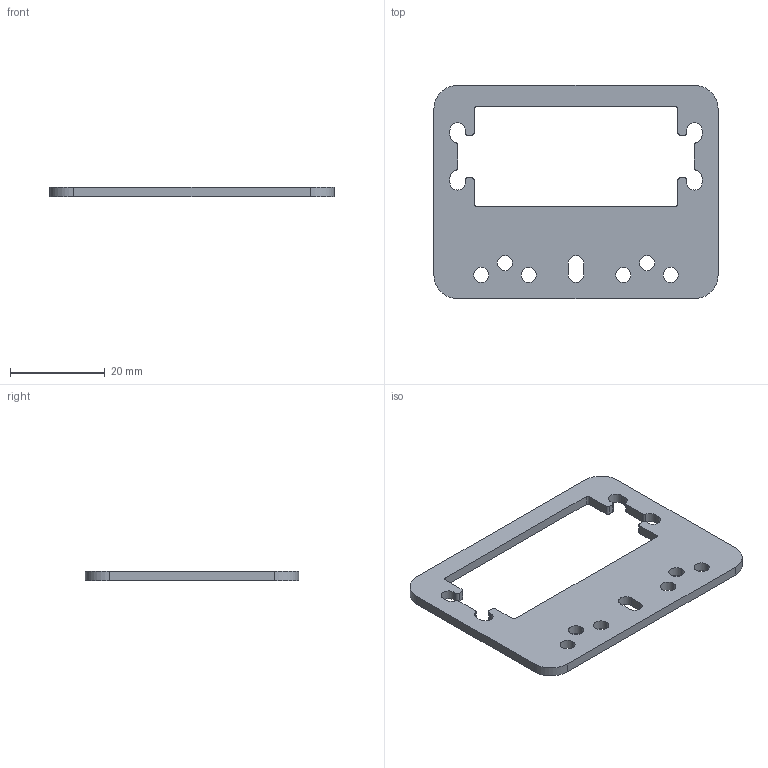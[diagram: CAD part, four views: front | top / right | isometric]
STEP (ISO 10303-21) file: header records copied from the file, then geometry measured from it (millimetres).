
FILE_DESCRIPTION (( 'STEP AP203' ), '1' );
FILE_NAME ('TL400-000104-004 - Plate, Servo Mount, OpenBeam 1515.STEP', '2012-07-08T01:20:13', ( '' ), ( '' ), 'SwSTEP 2.0', 'SolidWorks 2012', '' );
FILE_SCHEMA (( 'CONFIG_CONTROL_DESIGN' ));
Length unit declared in the file: millimetre
Products named in the file (1): TL400-000104-004 - Plate, Servo Mount, OpenBeam 1515
Bounding box: 60 x 45 x 2.03 mm (x, y, z)
Volume: 3273.5 mm3; surface area: 4117.9 mm2
Topology: 1 solids, 1 shells, 70 faces, 204 edges, 136 vertices
Faces by surface type: cylinder 42, plane 28
Entity records: 2461 total; most frequent: DIRECTION 430, CARTESIAN_POINT 411, ORIENTED_EDGE 408, EDGE_CURVE 204, AXIS2_PLACEMENT_3D 155, VERTEX_POINT 136, VECTOR 120, LINE 120
